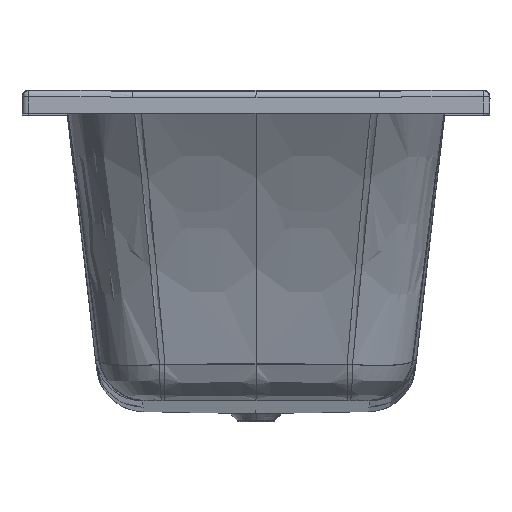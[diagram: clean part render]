
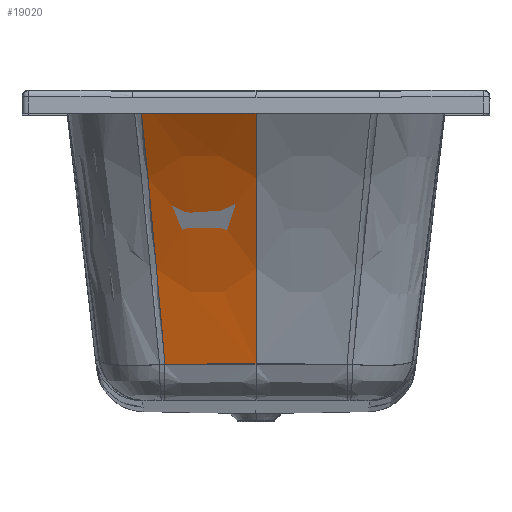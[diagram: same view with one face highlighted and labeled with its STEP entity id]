
A CAD part, top view. The second image highlights one B-rep face of the part: STEP entity #19020.
In plain terms, the highlighted free-form (B-spline) face has degree [3, 3] with [7, 4] control points.
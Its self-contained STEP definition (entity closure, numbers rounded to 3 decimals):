
#4563=CARTESIAN_POINT('',(-174.317,-5.495,
784.384));
#4565=CARTESIAN_POINT('',(-136.134,-409.714,
593.799));
#4580=CARTESIAN_POINT('',(-174.317,-5.495,
784.384));
#4581=CARTESIAN_POINT('',(-154.425,-5.486,
784.382));
#4582=CARTESIAN_POINT('',(-114.989,-5.469,
784.379));
#4583=CARTESIAN_POINT('',(-56.883,-5.454,
784.376));
#4584=CARTESIAN_POINT('',(-18.845,-5.451,
784.375));
#4585=CARTESIAN_POINT('',(0.,-5.451,
784.375));
#4587=CARTESIAN_POINT('',(0.,-5.451,
784.375));
#4588=CARTESIAN_POINT('',(0.,-35.207,
761.517));
#4589=CARTESIAN_POINT('',(0.,-97.151,718.966));
#4590=CARTESIAN_POINT('',(0.,-196.314,
665.358));
#4591=CARTESIAN_POINT('',(0.,-300.601,
622.574));
#4592=CARTESIAN_POINT('',(0.,-372.758,
601.589));
#4593=CARTESIAN_POINT('',(0.,-409.29,
593.04));
#4595=CARTESIAN_POINT('',(0.,-409.29,
593.04));
#4596=CARTESIAN_POINT('',(-8.827,-409.29,
593.04));
#4597=CARTESIAN_POINT('',(-26.507,-409.302,
593.061));
#4598=CARTESIAN_POINT('',(-53.223,-409.354,
593.153));
#4599=CARTESIAN_POINT('',(-79.773,-409.437,
593.302));
#4600=CARTESIAN_POINT('',(-107.055,-409.553,
593.509));
#4601=CARTESIAN_POINT('',(-126.297,-409.656,
593.694));
#4602=CARTESIAN_POINT('',(-136.134,-409.714,
593.799));
#4604=CARTESIAN_POINT('',(-136.134,-409.714,
593.799));
#4605=CARTESIAN_POINT('',(-139.327,-373.366,
602.678));
#4606=CARTESIAN_POINT('',(-145.722,-301.51,
624.12));
#4607=CARTESIAN_POINT('',(-155.276,-197.373,
666.991));
#4608=CARTESIAN_POINT('',(-164.786,-97.984,
720.105));
#4609=CARTESIAN_POINT('',(-171.13,-35.573,
761.961));
#4610=CARTESIAN_POINT('',(-174.317,-5.495,
784.384));
#7706=VERTEX_POINT('',#4565);
#7726=CARTESIAN_POINT('',(0.,-409.29,
593.04));
#7728=VERTEX_POINT('',#7726);
#7745=VERTEX_POINT('',#4563);
#7748=VERTEX_POINT('',#4585);
#18982=CARTESIAN_POINT('',(-176.836,1.734,
789.816));
#18983=CARTESIAN_POINT('',(-117.307,1.687,
789.861));
#18984=CARTESIAN_POINT('',(-57.778,1.66,
789.887));
#18985=CARTESIAN_POINT('',(1.751,1.66,789.886));
#18986=CARTESIAN_POINT('',(-173.357,-30.571,
765.342));
#18987=CARTESIAN_POINT('',(-114.998,-30.377,
765.076));
#18988=CARTESIAN_POINT('',(-56.641,-30.26,
764.925));
#18989=CARTESIAN_POINT('',(1.716,-30.263,
764.928));
#18990=CARTESIAN_POINT('',(-166.691,-95.338,
721.549));
#18991=CARTESIAN_POINT('',(-110.58,-94.816,
720.808));
#18992=CARTESIAN_POINT('',(-54.467,-94.503,
720.386));
#18993=CARTESIAN_POINT('',(1.65,-94.509,
720.394));
#18994=CARTESIAN_POINT('',(-156.828,-197.393,
667.022));
#18995=CARTESIAN_POINT('',(-104.044,-196.713,
665.954));
#18996=CARTESIAN_POINT('',(-51.251,-196.306,
665.346));
#18997=CARTESIAN_POINT('',(1.553,-196.314,
665.358));
#18998=CARTESIAN_POINT('',(-147.05,-302.918,
623.577));
#18999=CARTESIAN_POINT('',(-97.557,-302.339,
622.566));
#19000=CARTESIAN_POINT('',(-48.056,-301.991,
621.99));
#19001=CARTESIAN_POINT('',(1.456,-301.998,
622.001));
#19002=CARTESIAN_POINT('',(-140.461,-376.258,
601.842));
#19003=CARTESIAN_POINT('',(-93.181,-375.881,
601.141));
#19004=CARTESIAN_POINT('',(-45.897,-375.655,
600.741));
#19005=CARTESIAN_POINT('',(1.391,-375.659,
600.749));
#19006=CARTESIAN_POINT('',(-137.108,-414.094,
592.754));
#19007=CARTESIAN_POINT('',(-90.954,-413.843,
592.282));
#19008=CARTESIAN_POINT('',(-44.8,-413.694,
592.014));
#19009=CARTESIAN_POINT('',(1.357,-413.697,
592.019));
#19010=B_SPLINE_SURFACE_WITH_KNOTS('',3,3,((#18982,#18983,#18984,#18985),
(#18986,#18987,#18988,#18989),(#18990,#18991,#18992,#18993),(#18994,#18995,
#18996,#18997),(#18998,#18999,#19000,#19001),(#19002,#19003,#19004,#19005),(
#19006,#19007,#19008,#19009)),.UNSPECIFIED.,.F.,.F.,.F.,(4,1,1,1,4),(4,4),(
-0.013,0.219,0.433,0.648,
0.871),(0.828,1.002),.UNSPECIFIED.);
#19012=ORIENTED_EDGE('',*,*,#19011,.T.);
#19014=ORIENTED_EDGE('',*,*,#19013,.T.);
#19016=ORIENTED_EDGE('',*,*,#19015,.T.);
#19017=ORIENTED_EDGE('',*,*,#18974,.T.);
#19018=EDGE_LOOP('',(#19012,#19014,#19016,#19017));
#19019=FACE_OUTER_BOUND('',#19018,.F.);
#19020=ADVANCED_FACE('',(#19019),#19010,.T.);
#4586=B_SPLINE_CURVE_WITH_KNOTS('',3,(#4580,#4581,#4582,#4583,#4584,#4585),
.UNSPECIFIED.,.F.,.F.,(4,1,1,4),(0.,0.333,0.667,1.),
.UNSPECIFIED.);
#4594=B_SPLINE_CURVE_WITH_KNOTS('',3,(#4587,#4588,#4589,#4590,#4591,#4592,
#4593),.UNSPECIFIED.,.F.,.F.,(4,1,1,1,4),(0.,0.25,
0.5,0.75,1.),.UNSPECIFIED.);
#4603=B_SPLINE_CURVE_WITH_KNOTS('',3,(#4595,#4596,#4597,#4598,#4599,#4600,#4601,
#4602),.UNSPECIFIED.,.F.,.F.,(4,1,1,1,1,4),(0.,0.2,0.4,0.6,0.8,1.),
.UNSPECIFIED.);
#4611=B_SPLINE_CURVE_WITH_KNOTS('',3,(#4604,#4605,#4606,#4607,#4608,#4609,
#4610),.UNSPECIFIED.,.F.,.F.,(4,1,1,1,4),(0.,0.25,
0.5,0.75,1.),.UNSPECIFIED.);
#18974=EDGE_CURVE('',#7706,#7745,#4611,.T.);
#19011=EDGE_CURVE('',#7745,#7748,#4586,.T.);
#19013=EDGE_CURVE('',#7748,#7728,#4594,.T.);
#19015=EDGE_CURVE('',#7728,#7706,#4603,.T.);
